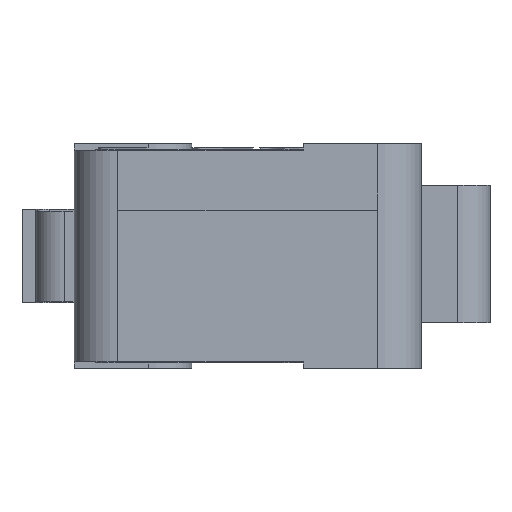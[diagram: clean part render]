
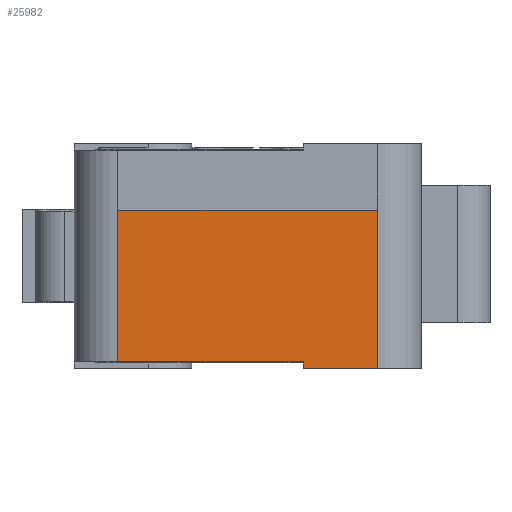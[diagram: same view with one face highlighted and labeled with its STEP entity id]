
A CAD part, left-side view. The second image highlights one B-rep face of the part: STEP entity #25982.
In plain terms, the highlighted planar face has unit normal (-1, 0, 0).
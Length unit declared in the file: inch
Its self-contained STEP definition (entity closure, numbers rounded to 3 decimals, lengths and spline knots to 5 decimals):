
#16369=CARTESIAN_POINT('',(-1.1378,0.25295,0.28543));
#16370=VERTEX_POINT('',#16369);
#16395=CARTESIAN_POINT('',(-1.1378,0.25295,0.01181));
#16396=VERTEX_POINT('',#16395);
#16404=CARTESIAN_POINT('',(-1.1378,0.25295,0.01181));
#16405=DIRECTION('',(0.0,0.0,1.0));
#16406=VECTOR('',#16405,0.27362);
#16407=LINE('',#16404,#16406);
#16408=EDGE_CURVE('',#16396,#16370,#16407,.T.);
#16440=CARTESIAN_POINT('',(-1.1378,-0.21555,0.28543));
#16441=VERTEX_POINT('',#16440);
#16442=CARTESIAN_POINT('',(-1.1378,-0.21555,0.28543));
#16443=DIRECTION('',(0.0,1.0,0.0));
#16444=VECTOR('',#16443,0.4685);
#16445=LINE('',#16442,#16444);
#16446=EDGE_CURVE('',#16441,#16370,#16445,.T.);
#16503=CARTESIAN_POINT('',(-1.1378,-0.21555,0.0));
#16504=VERTEX_POINT('',#16503);
#16505=CARTESIAN_POINT('',(-1.1378,-0.21555,0.0));
#16506=DIRECTION('',(0.0,0.0,1.0));
#16507=VECTOR('',#16506,0.28543);
#16508=LINE('',#16505,#16507);
#16509=EDGE_CURVE('',#16504,#16441,#16508,.T.);
#25589=CARTESIAN_POINT('',(-1.1378,-0.08169,0.01181));
#25590=VERTEX_POINT('',#25589);
#25598=CARTESIAN_POINT('',(-1.1378,-0.08169,0.0));
#25599=VERTEX_POINT('',#25598);
#25606=CARTESIAN_POINT('',(-1.1378,-0.08169,0.01181));
#25607=DIRECTION('',(0.0,0.0,-1.0));
#25608=VECTOR('',#25607,0.01181);
#25609=LINE('',#25606,#25608);
#25610=EDGE_CURVE('',#25590,#25599,#25609,.T.);
#25646=CARTESIAN_POINT('',(-1.1378,0.25295,0.01181));
#25647=DIRECTION('',(0.0,-1.0,0.0));
#25648=VECTOR('',#25647,0.33465);
#25649=LINE('',#25646,#25648);
#25650=EDGE_CURVE('',#16396,#25590,#25649,.T.);
#25718=CARTESIAN_POINT('',(-1.1378,-0.21555,0.0));
#25719=DIRECTION('',(0.0,1.0,0.0));
#25720=VECTOR('',#25719,0.13386);
#25721=LINE('',#25718,#25720);
#25722=EDGE_CURVE('',#16504,#25599,#25721,.T.);
#25969=CARTESIAN_POINT('',(-1.1378,-0.23898,-0.01427));
#25970=DIRECTION('',(-1.0,0.0,0.0));
#25971=DIRECTION('',(0.0,0.0,1.0));
#25972=AXIS2_PLACEMENT_3D('',#25969,#25970,#25971);
#25973=PLANE('',#25972);
#25974=ORIENTED_EDGE('',*,*,#16446,.T.);
#25975=ORIENTED_EDGE('',*,*,#16408,.F.);
#25976=ORIENTED_EDGE('',*,*,#25650,.T.);
#25977=ORIENTED_EDGE('',*,*,#25610,.T.);
#25978=ORIENTED_EDGE('',*,*,#25722,.F.);
#25979=ORIENTED_EDGE('',*,*,#16509,.T.);
#25980=EDGE_LOOP('',(#25974,#25975,#25976,#25977,#25978,#25979));
#25981=FACE_OUTER_BOUND('',#25980,.T.);
#25982=ADVANCED_FACE('',(#25981),#25973,.T.);
